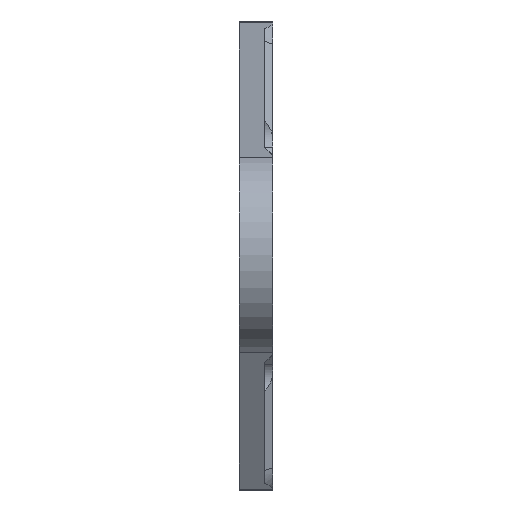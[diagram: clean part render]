
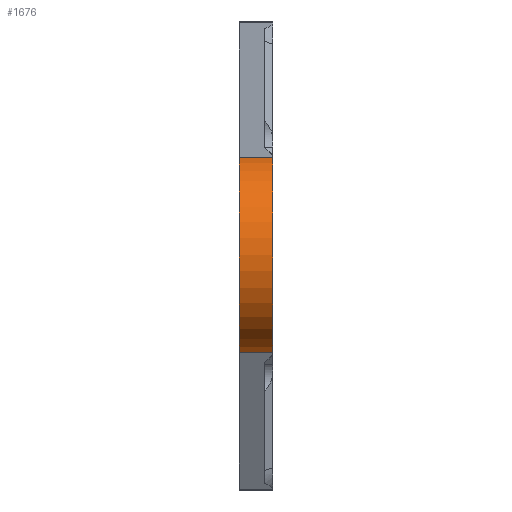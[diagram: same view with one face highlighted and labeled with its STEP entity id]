
A CAD part, top view. The second image highlights one B-rep face of the part: STEP entity #1676.
In plain terms, the highlighted cylindrical face has radius 19.05 mm (diameter 38.1 mm), a partial arc.
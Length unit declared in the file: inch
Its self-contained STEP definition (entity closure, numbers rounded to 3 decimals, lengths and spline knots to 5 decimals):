
#128=CYLINDRICAL_SURFACE('',#1926,0.75);
#216=FACE_OUTER_BOUND('',#335,.T.);
#335=EDGE_LOOP('',(#1562,#1563,#1564,#1565));
#432=LINE('',#3025,#529);
#433=LINE('',#3027,#530);
#529=VECTOR('',#2475,0.3937);
#530=VECTOR('',#2478,0.3937);
#545=CIRCLE('',#1719,0.75);
#591=CIRCLE('',#1772,0.75);
#690=VERTEX_POINT('',#2538);
#691=VERTEX_POINT('',#2540);
#740=VERTEX_POINT('',#2652);
#741=VERTEX_POINT('',#2654);
#854=EDGE_CURVE('',#691,#690,#545,.T.);
#911=EDGE_CURVE('',#740,#741,#591,.T.);
#1077=EDGE_CURVE('',#690,#741,#432,.T.);
#1078=EDGE_CURVE('',#691,#740,#433,.T.);
#1562=ORIENTED_EDGE('',*,*,#1077,.T.);
#1563=ORIENTED_EDGE('',*,*,#911,.F.);
#1564=ORIENTED_EDGE('',*,*,#1078,.F.);
#1565=ORIENTED_EDGE('',*,*,#854,.T.);
#1676=ADVANCED_FACE('',(#216),#128,.T.);
#1719=AXIS2_PLACEMENT_3D('',#2541,#1974,#1975);
#1772=AXIS2_PLACEMENT_3D('',#2655,#2091,#2092);
#1926=AXIS2_PLACEMENT_3D('',#3026,#2476,#2477);
#1974=DIRECTION('center_axis',(1.,0.,0.));
#1975=DIRECTION('ref_axis',(0.,1.,0.));
#2091=DIRECTION('center_axis',(1.,0.,0.));
#2092=DIRECTION('ref_axis',(0.,0.,1.));
#2475=DIRECTION('',(1.,0.,0.));
#2476=DIRECTION('center_axis',(1.,0.,0.));
#2477=DIRECTION('ref_axis',(0.,1.,0.));
#2478=DIRECTION('',(1.,0.,0.));
#2538=CARTESIAN_POINT('',(0.,-0.72837,4.44181));
#2540=CARTESIAN_POINT('',(0.,0.72837,4.44181));
#2541=CARTESIAN_POINT('Origin',(0.,0.,4.263));
#2652=CARTESIAN_POINT('',(0.25,0.72837,4.44181));
#2654=CARTESIAN_POINT('',(0.25,-0.72837,4.44181));
#2655=CARTESIAN_POINT('Origin',(0.25,0.,4.263));
#3025=CARTESIAN_POINT('',(0.,-0.72837,4.44181));
#3026=CARTESIAN_POINT('Origin',(0.,0.,4.263));
#3027=CARTESIAN_POINT('',(0.,0.72837,4.44181));
